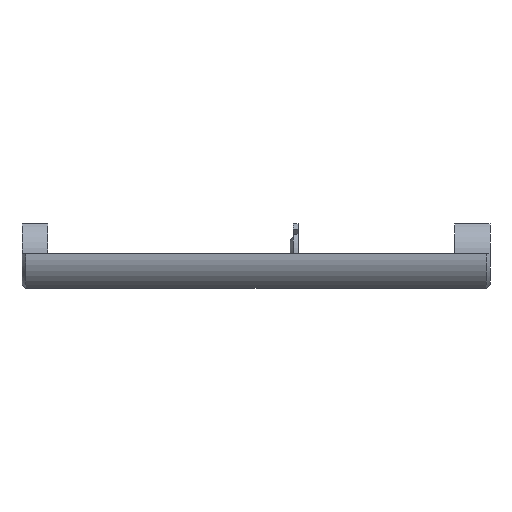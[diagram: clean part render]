
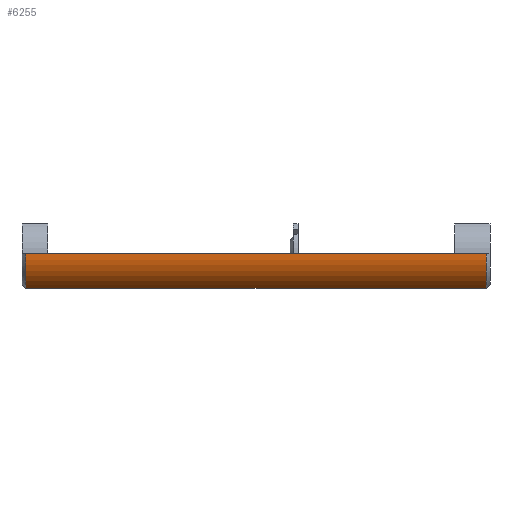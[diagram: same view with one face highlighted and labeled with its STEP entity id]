
A CAD part, front view. The second image highlights one B-rep face of the part: STEP entity #6255.
In plain terms, the highlighted cylindrical face has radius 12.25 mm (diameter 24.5 mm), a partial arc.
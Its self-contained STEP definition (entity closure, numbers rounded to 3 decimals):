
#572 = PLANE('',#573);
#573 = AXIS2_PLACEMENT_3D('',#574,#575,#576);
#574 = CARTESIAN_POINT('',(0.,0.,0.));
#575 = DIRECTION('',(0.,0.,1.));
#576 = DIRECTION('',(1.,0.,0.));
#2887 = EDGE_CURVE('',#2888,#2890,#2892,.T.);
#2888 = VERTEX_POINT('',#2889);
#2889 = CARTESIAN_POINT('',(145.04,-12.25,0.));
#2890 = VERTEX_POINT('',#2891);
#2891 = CARTESIAN_POINT('',(1.1,-12.25,0.));
#2892 = SURFACE_CURVE('',#2893,(#2897,#2903),.PCURVE_S1.);
#2893 = LINE('',#2894,#2895);
#2894 = CARTESIAN_POINT('',(0.,-12.25,0.));
#2895 = VECTOR('',#2896,1.);
#2896 = DIRECTION('',(-1.,-0.,-0.));
#2897 = PCURVE('',#572,#2898);
#2898 = DEFINITIONAL_REPRESENTATION('',(#2899),#2902);
#2899 = B_SPLINE_CURVE_WITH_KNOTS('',1,(#2900,#2901),.UNSPECIFIED.,.F.,
  .F.,(2,2),(-145.04,-1.1),.PIECEWISE_BEZIER_KNOTS.);
#2900 = CARTESIAN_POINT('',(145.04,-12.25));
#2901 = CARTESIAN_POINT('',(1.1,-12.25));
#2902 = ( GEOMETRIC_REPRESENTATION_CONTEXT(2) 
PARAMETRIC_REPRESENTATION_CONTEXT() REPRESENTATION_CONTEXT('2D SPACE',''
  ) );
#2903 = PCURVE('',#2904,#2909);
#2904 = CYLINDRICAL_SURFACE('',#2905,12.25);
#2905 = AXIS2_PLACEMENT_3D('',#2906,#2907,#2908);
#2906 = CARTESIAN_POINT('',(0.,0.,0.));
#2907 = DIRECTION('',(-1.,-0.,-0.));
#2908 = DIRECTION('',(0.,1.,0.));
#2909 = DEFINITIONAL_REPRESENTATION('',(#2910),#2913);
#2910 = B_SPLINE_CURVE_WITH_KNOTS('',1,(#2911,#2912),.UNSPECIFIED.,.F.,
  .F.,(2,2),(-145.04,-1.1),.PIECEWISE_BEZIER_KNOTS.);
#2911 = CARTESIAN_POINT('',(-3.142,-145.04));
#2912 = CARTESIAN_POINT('',(-3.142,-1.1));
#2913 = ( GEOMETRIC_REPRESENTATION_CONTEXT(2) 
PARAMETRIC_REPRESENTATION_CONTEXT() REPRESENTATION_CONTEXT('2D SPACE',''
  ) );
#2930 = CONICAL_SURFACE('',#2931,12.25,0.785);
#2931 = AXIS2_PLACEMENT_3D('',#2932,#2933,#2934);
#2932 = CARTESIAN_POINT('',(145.04,0.,0.));
#2933 = DIRECTION('',(-1.,-0.,-0.));
#2934 = DIRECTION('',(0.,-0.479,0.878));
#3129 = CONICAL_SURFACE('',#3130,12.25,0.785);
#3130 = AXIS2_PLACEMENT_3D('',#3131,#3132,#3133);
#3131 = CARTESIAN_POINT('',(1.1,0.,0.));
#3132 = DIRECTION('',(1.,0.,0.));
#3133 = DIRECTION('',(0.,-0.479,0.878));
#3999 = PLANE('',#4000);
#4000 = AXIS2_PLACEMENT_3D('',#4001,#4002,#4003);
#4001 = CARTESIAN_POINT('',(0.,-5.874,-10.75));
#4002 = DIRECTION('',(0.,0.,1.));
#4003 = DIRECTION('',(0.,1.,0.));
#6255 = ADVANCED_FACE('',(#6256),#2904,.T.);
#6256 = FACE_BOUND('',#6257,.F.);
#6257 = EDGE_LOOP('',(#6258,#6282,#6283,#6307));
#6258 = ORIENTED_EDGE('',*,*,#6259,.F.);
#6259 = EDGE_CURVE('',#2890,#6260,#6262,.T.);
#6260 = VERTEX_POINT('',#6261);
#6261 = CARTESIAN_POINT('',(1.1,-5.874,-10.75));
#6262 = SURFACE_CURVE('',#6263,(#6268,#6275),.PCURVE_S1.);
#6263 = CIRCLE('',#6264,12.25);
#6264 = AXIS2_PLACEMENT_3D('',#6265,#6266,#6267);
#6265 = CARTESIAN_POINT('',(1.1,0.,0.));
#6266 = DIRECTION('',(1.,0.,0.));
#6267 = DIRECTION('',(0.,-0.479,0.878));
#6268 = PCURVE('',#2904,#6269);
#6269 = DEFINITIONAL_REPRESENTATION('',(#6270),#6274);
#6270 = LINE('',#6271,#6272);
#6271 = CARTESIAN_POINT('',(-2.071,-1.1));
#6272 = VECTOR('',#6273,1.);
#6273 = DIRECTION('',(-1.,0.));
#6274 = ( GEOMETRIC_REPRESENTATION_CONTEXT(2) 
PARAMETRIC_REPRESENTATION_CONTEXT() REPRESENTATION_CONTEXT('2D SPACE',''
  ) );
#6275 = PCURVE('',#3129,#6276);
#6276 = DEFINITIONAL_REPRESENTATION('',(#6277),#6281);
#6277 = LINE('',#6278,#6279);
#6278 = CARTESIAN_POINT('',(0.,-0.));
#6279 = VECTOR('',#6280,1.);
#6280 = DIRECTION('',(1.,-0.));
#6281 = ( GEOMETRIC_REPRESENTATION_CONTEXT(2) 
PARAMETRIC_REPRESENTATION_CONTEXT() REPRESENTATION_CONTEXT('2D SPACE',''
  ) );
#6282 = ORIENTED_EDGE('',*,*,#2887,.F.);
#6283 = ORIENTED_EDGE('',*,*,#6284,.T.);
#6284 = EDGE_CURVE('',#2888,#6285,#6287,.T.);
#6285 = VERTEX_POINT('',#6286);
#6286 = CARTESIAN_POINT('',(145.04,-5.874,-10.75));
#6287 = SURFACE_CURVE('',#6288,(#6293,#6300),.PCURVE_S1.);
#6288 = CIRCLE('',#6289,12.25);
#6289 = AXIS2_PLACEMENT_3D('',#6290,#6291,#6292);
#6290 = CARTESIAN_POINT('',(145.04,0.,0.));
#6291 = DIRECTION('',(1.,0.,0.));
#6292 = DIRECTION('',(0.,-0.479,0.878));
#6293 = PCURVE('',#2904,#6294);
#6294 = DEFINITIONAL_REPRESENTATION('',(#6295),#6299);
#6295 = LINE('',#6296,#6297);
#6296 = CARTESIAN_POINT('',(-2.071,-145.04));
#6297 = VECTOR('',#6298,1.);
#6298 = DIRECTION('',(-1.,0.));
#6299 = ( GEOMETRIC_REPRESENTATION_CONTEXT(2) 
PARAMETRIC_REPRESENTATION_CONTEXT() REPRESENTATION_CONTEXT('2D SPACE',''
  ) );
#6300 = PCURVE('',#2930,#6301);
#6301 = DEFINITIONAL_REPRESENTATION('',(#6302),#6306);
#6302 = LINE('',#6303,#6304);
#6303 = CARTESIAN_POINT('',(-0.,-0.));
#6304 = VECTOR('',#6305,1.);
#6305 = DIRECTION('',(-1.,-0.));
#6306 = ( GEOMETRIC_REPRESENTATION_CONTEXT(2) 
PARAMETRIC_REPRESENTATION_CONTEXT() REPRESENTATION_CONTEXT('2D SPACE',''
  ) );
#6307 = ORIENTED_EDGE('',*,*,#6308,.F.);
#6308 = EDGE_CURVE('',#6260,#6285,#6309,.T.);
#6309 = SURFACE_CURVE('',#6310,(#6314,#6321),.PCURVE_S1.);
#6310 = LINE('',#6311,#6312);
#6311 = CARTESIAN_POINT('',(0.,-5.874,-10.75));
#6312 = VECTOR('',#6313,1.);
#6313 = DIRECTION('',(1.,0.,0.));
#6314 = PCURVE('',#2904,#6315);
#6315 = DEFINITIONAL_REPRESENTATION('',(#6316),#6320);
#6316 = LINE('',#6317,#6318);
#6317 = CARTESIAN_POINT('',(-4.212,0.));
#6318 = VECTOR('',#6319,1.);
#6319 = DIRECTION('',(-0.,-1.));
#6320 = ( GEOMETRIC_REPRESENTATION_CONTEXT(2) 
PARAMETRIC_REPRESENTATION_CONTEXT() REPRESENTATION_CONTEXT('2D SPACE',''
  ) );
#6321 = PCURVE('',#3999,#6322);
#6322 = DEFINITIONAL_REPRESENTATION('',(#6323),#6327);
#6323 = LINE('',#6324,#6325);
#6324 = CARTESIAN_POINT('',(0.,0.));
#6325 = VECTOR('',#6326,1.);
#6326 = DIRECTION('',(0.,-1.));
#6327 = ( GEOMETRIC_REPRESENTATION_CONTEXT(2) 
PARAMETRIC_REPRESENTATION_CONTEXT() REPRESENTATION_CONTEXT('2D SPACE',''
  ) );
